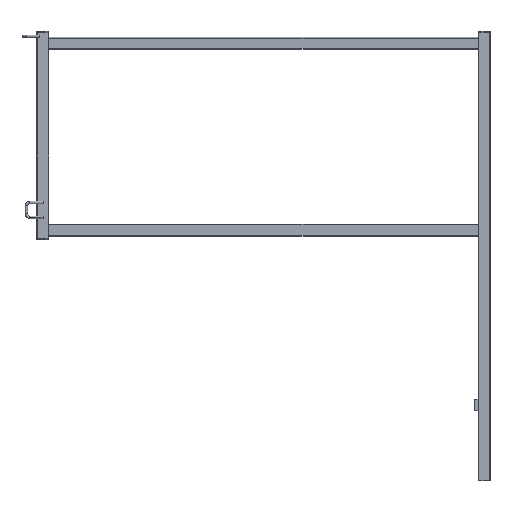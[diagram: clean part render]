
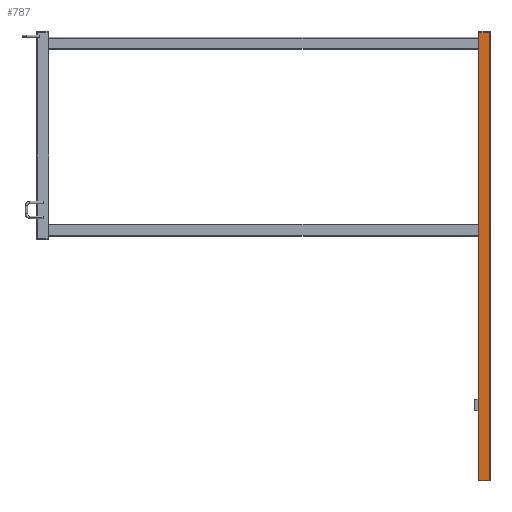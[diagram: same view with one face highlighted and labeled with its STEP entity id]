
A CAD part, top view. The second image highlights one B-rep face of the part: STEP entity #787.
In plain terms, the highlighted planar face has unit normal (0, 0, 1).
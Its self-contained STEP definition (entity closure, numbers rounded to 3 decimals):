
#58 = ORIENTED_EDGE ( 'NONE', *, *, #3636, .T. ) ;
#164 = FACE_OUTER_BOUND ( 'NONE', #2768, .T. ) ;
#290 = CARTESIAN_POINT ( 'NONE',  ( -11.2, 480., 12.7 ) ) ;
#314 = VERTEX_POINT ( 'NONE', #1163 ) ;
#323 = CARTESIAN_POINT ( 'NONE',  ( -11.2, -480., 12.7 ) ) ;
#384 = PLANE ( 'NONE',  #3131 ) ;
#386 = LINE ( 'NONE', #323, #2256 ) ;
#570 = ORIENTED_EDGE ( 'NONE', *, *, #1546, .F. ) ;
#679 = DIRECTION ( 'NONE',  ( 0., -1., 0. ) ) ;
#763 = EDGE_CURVE ( 'NONE', #314, #1211, #2908, .T. ) ;
#787 = ADVANCED_FACE ( 'NONE', ( #164 ), #384, .F. ) ;
#963 = LINE ( 'NONE', #2969, #2527 ) ;
#1091 = ORIENTED_EDGE ( 'NONE', *, *, #1133, .T. ) ;
#1133 = EDGE_CURVE ( 'NONE', #314, #2464, #963, .T. ) ;
#1157 = DIRECTION ( 'NONE',  ( 0., -1., 0. ) ) ;
#1163 = CARTESIAN_POINT ( 'NONE',  ( -11.2, 480., 12.7 ) ) ;
#1211 = VERTEX_POINT ( 'NONE', #3327 ) ;
#1404 = CARTESIAN_POINT ( 'NONE',  ( -11.2, -480., 12.7 ) ) ;
#1405 = LINE ( 'NONE', #2193, #2772 ) ;
#1473 = VECTOR ( 'NONE', #1571, 1000. ) ;
#1546 = EDGE_CURVE ( 'NONE', #1211, #2124, #1405, .T. ) ;
#1571 = DIRECTION ( 'NONE',  ( 1., 0., 0. ) ) ;
#1657 = DIRECTION ( 'NONE',  ( -1., 0., 0. ) ) ;
#1768 = CARTESIAN_POINT ( 'NONE',  ( 11.2, -480., 12.7 ) ) ;
#2124 = VERTEX_POINT ( 'NONE', #1768 ) ;
#2193 = CARTESIAN_POINT ( 'NONE',  ( 11.2, 480., 12.7 ) ) ;
#2256 = VECTOR ( 'NONE', #3384, 1000. ) ;
#2464 = VERTEX_POINT ( 'NONE', #1404 ) ;
#2527 = VECTOR ( 'NONE', #1157, 1000. ) ;
#2768 = EDGE_LOOP ( 'NONE', ( #58, #570, #3176, #1091 ) ) ;
#2772 = VECTOR ( 'NONE', #679, 1000. ) ;
#2908 = LINE ( 'NONE', #290, #1473 ) ;
#2969 = CARTESIAN_POINT ( 'NONE',  ( -11.2, 480., 12.7 ) ) ;
#3131 = AXIS2_PLACEMENT_3D ( 'NONE', #3742, #3445, #1657 ) ;
#3176 = ORIENTED_EDGE ( 'NONE', *, *, #763, .F. ) ;
#3327 = CARTESIAN_POINT ( 'NONE',  ( 11.2, 480., 12.7 ) ) ;
#3384 = DIRECTION ( 'NONE',  ( 1., 0., 0. ) ) ;
#3445 = DIRECTION ( 'NONE',  ( 0., 0., -1. ) ) ;
#3636 = EDGE_CURVE ( 'NONE', #2464, #2124, #386, .T. ) ;
#3742 = CARTESIAN_POINT ( 'NONE',  ( -11.2, 480., 12.7 ) ) ;
